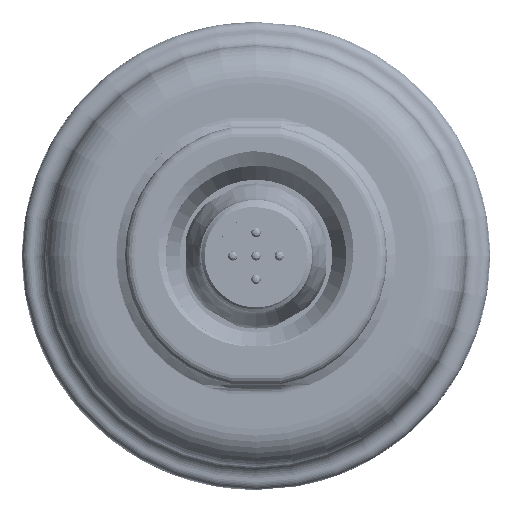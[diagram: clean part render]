
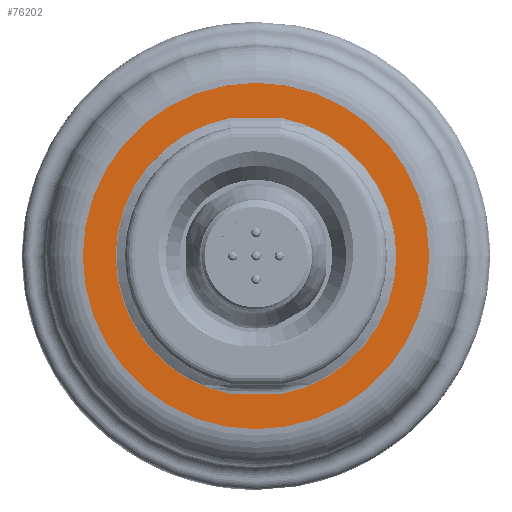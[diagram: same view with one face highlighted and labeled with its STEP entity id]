
A CAD part, front view. The second image highlights one B-rep face of the part: STEP entity #76202.
In plain terms, the highlighted planar face has unit normal (0, -1, 0).
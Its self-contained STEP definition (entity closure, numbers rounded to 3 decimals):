
#51975=CARTESIAN_POINT('',(0.,-3.,0.));
#51976=DIRECTION('',(0.,-1.,0.));
#51977=DIRECTION('',(-0.182,0.,0.983));
#51978=AXIS2_PLACEMENT_3D('',#51975,#51976,#51977);
#51980=DIRECTION('',(1.,0.,0.));
#51981=VECTOR('',#51980,5.454);
#51982=CARTESIAN_POINT('',(-2.727,-3.,-14.75));
#51983=LINE('',#51982,#51981);
#51984=CARTESIAN_POINT('',(0.,-3.,0.));
#51985=DIRECTION('',(0.,-1.,0.));
#51986=DIRECTION('',(0.182,0.,-0.983));
#51987=AXIS2_PLACEMENT_3D('',#51984,#51985,#51986);
#51989=DIRECTION('',(-1.,0.,0.));
#51990=VECTOR('',#51989,5.454);
#51991=CARTESIAN_POINT('',(2.727,-3.,14.75));
#51992=LINE('',#51991,#51990);
#51993=CARTESIAN_POINT('',(0.,-3.,0.));
#51994=DIRECTION('',(0.,-1.,0.));
#51995=DIRECTION('',(0.,0.,-1.));
#51996=AXIS2_PLACEMENT_3D('',#51993,#51994,#51995);
#51998=CARTESIAN_POINT('',(0.,-3.,0.));
#51999=DIRECTION('',(0.,-1.,0.));
#52000=DIRECTION('',(0.,0.,1.));
#52001=AXIS2_PLACEMENT_3D('',#51998,#51999,#52000);
#55175=CARTESIAN_POINT('',(-2.727,-3.,14.75));
#55176=CARTESIAN_POINT('',(-2.727,-3.,-14.75));
#55177=VERTEX_POINT('',#55175);
#55178=VERTEX_POINT('',#55176);
#55183=CARTESIAN_POINT('',(2.727,-3.,-14.75));
#55184=CARTESIAN_POINT('',(2.727,-3.,14.75));
#55185=VERTEX_POINT('',#55183);
#55186=VERTEX_POINT('',#55184);
#55543=CARTESIAN_POINT('',(0.,-3.,-18.5));
#55544=CARTESIAN_POINT('',(0.,-3.,18.5));
#55545=VERTEX_POINT('',#55543);
#55546=VERTEX_POINT('',#55544);
#76183=CARTESIAN_POINT('',(0.,-3.,0.));
#76184=DIRECTION('',(0.,-1.,0.));
#76185=DIRECTION('',(0.,0.,1.));
#76186=AXIS2_PLACEMENT_3D('',#76183,#76184,#76185);
#76187=PLANE('',#76186);
#76189=ORIENTED_EDGE('',*,*,#76188,.F.);
#76191=ORIENTED_EDGE('',*,*,#76190,.F.);
#76192=EDGE_LOOP('',(#76189,#76191));
#76193=FACE_OUTER_BOUND('',#76192,.F.);
#76195=ORIENTED_EDGE('',*,*,#76194,.T.);
#76196=ORIENTED_EDGE('',*,*,#76161,.T.);
#76197=ORIENTED_EDGE('',*,*,#76174,.T.);
#76199=ORIENTED_EDGE('',*,*,#76198,.T.);
#76200=EDGE_LOOP('',(#76195,#76196,#76197,#76199));
#76201=FACE_BOUND('',#76200,.F.);
#76202=ADVANCED_FACE('',(#76193,#76201),#76187,.T.);
#51979=CIRCLE('',#51978,15.);
#51988=CIRCLE('',#51987,15.);
#51997=CIRCLE('',#51996,18.5);
#52002=CIRCLE('',#52001,18.5);
#76161=EDGE_CURVE('',#55178,#55185,#51983,.T.);
#76174=EDGE_CURVE('',#55185,#55186,#51988,.T.);
#76188=EDGE_CURVE('',#55545,#55546,#51997,.T.);
#76190=EDGE_CURVE('',#55546,#55545,#52002,.T.);
#76194=EDGE_CURVE('',#55177,#55178,#51979,.T.);
#76198=EDGE_CURVE('',#55186,#55177,#51992,.T.);
